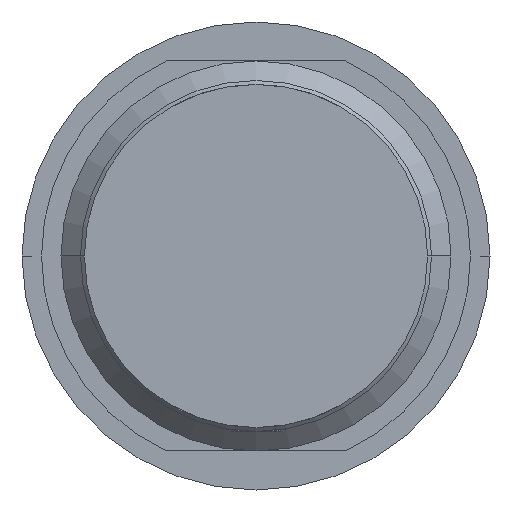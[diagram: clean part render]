
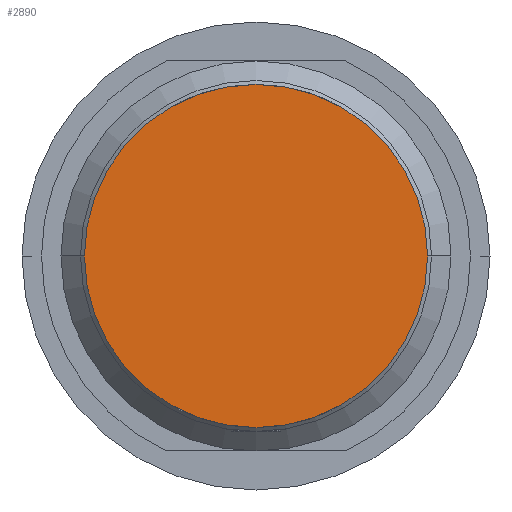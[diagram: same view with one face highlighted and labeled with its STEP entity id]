
A CAD part, front view. The second image highlights one B-rep face of the part: STEP entity #2890.
In plain terms, the highlighted planar face has unit normal (0, -1, 0).
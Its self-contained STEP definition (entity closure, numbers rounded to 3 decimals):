
#422 = CARTESIAN_POINT ( 'NONE',  ( 0., 0., -1.9 ) ) ;
#614 = AXIS2_PLACEMENT_3D ( 'NONE', #422, #2870, #2039 ) ;
#771 = AXIS2_PLACEMENT_3D ( 'NONE', #1164, #1524, #1807 ) ;
#857 = CARTESIAN_POINT ( 'NONE',  ( -2.2, 0., 0. ) ) ;
#1119 = VERTEX_POINT ( 'NONE', #857 ) ;
#1145 = EDGE_CURVE ( 'Defeature ausgef�hrt1_24+Defeature ausgef�hrt1_17+Defeature ausgef�hrt1_17+Defeature ausgef�hrt1_17', #3516, #1119, #1628, .T. ) ;
#1164 = CARTESIAN_POINT ( 'NONE',  ( 0., 0., 0. ) ) ;
#1524 = DIRECTION ( 'NONE',  ( 0., -1., 0. ) ) ;
#1567 = AXIS2_PLACEMENT_3D ( 'NONE', #3354, #1587, #2200 ) ;
#1587 = DIRECTION ( 'NONE',  ( 0., -1., 0. ) ) ;
#1628 = CIRCLE ( 'NONE', #771, 2.2 ) ;
#1807 = DIRECTION ( 'NONE',  ( -1., 0., 0. ) ) ;
#2039 = DIRECTION ( 'NONE',  ( 1., 0., 0. ) ) ;
#2114 = CARTESIAN_POINT ( 'NONE',  ( 2.2, 0., 0. ) ) ;
#2200 = DIRECTION ( 'NONE',  ( -1., 0., 0. ) ) ;
#2706 = EDGE_CURVE ( 'Defeature ausgef�hrt1_24+Defeature ausgef�hrt1_17+Defeature ausgef�hrt1_17+Defeature ausgef�hrt1_17', #1119, #3516, #3724, .T. ) ;
#2870 = DIRECTION ( 'NONE',  ( 0., 1., 0. ) ) ;
#2890 = ADVANCED_FACE ( 'Defeature ausgef�hrt1_24', ( #3722 ), #3743, .F. ) ;
#3354 = CARTESIAN_POINT ( 'NONE',  ( 0., 0., 0. ) ) ;
#3425 = EDGE_LOOP ( 'NONE', ( #3859, #3725 ) ) ;
#3516 = VERTEX_POINT ( 'NONE', #2114 ) ;
#3722 = FACE_OUTER_BOUND ( 'NONE', #3425, .T. ) ;
#3724 = CIRCLE ( 'NONE', #1567, 2.2 ) ;
#3725 = ORIENTED_EDGE ( 'NONE', *, *, #1145, .T. ) ;
#3743 = PLANE ( 'NONE',  #614 ) ;
#3859 = ORIENTED_EDGE ( 'NONE', *, *, #2706, .T. ) ;
